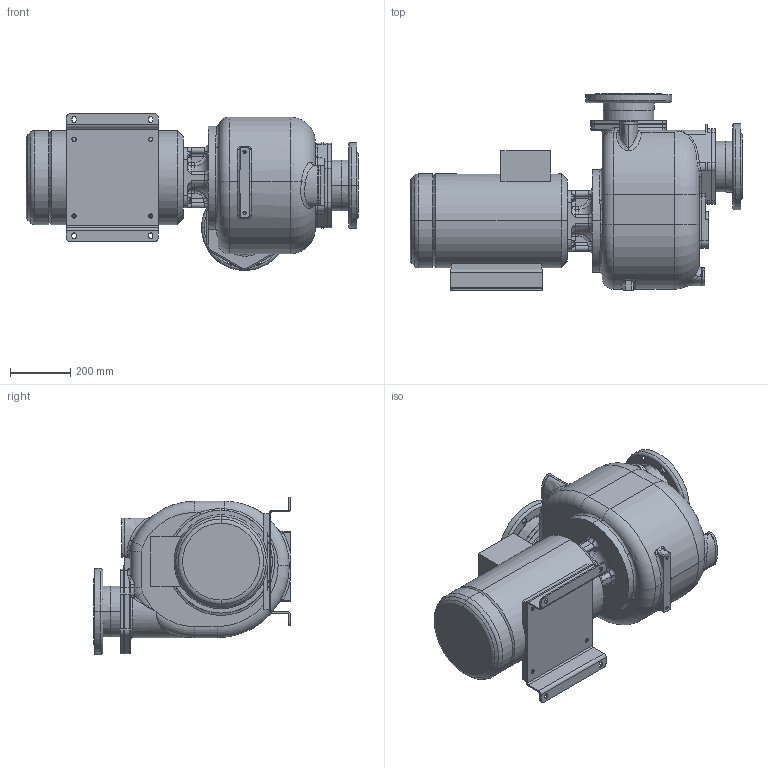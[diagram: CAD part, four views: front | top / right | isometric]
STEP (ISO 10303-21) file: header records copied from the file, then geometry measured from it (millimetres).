
FILE_DESCRIPTION((''),'2;1');
FILE_NAME('S161_K_T_F','2017-07-04T',('Amenduni'),(''),'CREO PARAMETRIC BY PTC INC, 2017020','CREO PARAMETRIC BY PTC INC, 2017020','');
FILE_SCHEMA(('CONFIG_CONTROL_DESIGN'));
Length unit declared in the file: millimetre
Products named in the file (1): S161_K_T_F
Bounding box: 1099 x 652 x 520 mm (x, y, z)
Volume: 116438369.1 mm3; surface area: 2936686.1 mm2
Topology: 6 solids, 8 shells, 793 faces, 1855 edges, 1130 vertices
Faces by surface type: cylinder 335, plane 226, torus 104, bspline 56, cone 42, sphere 26, extrusion 4
Entity records: 32222 total; most frequent: CARTESIAN_POINT 13742, DIRECTION 4079, ORIENTED_EDGE 3702, EDGE_CURVE 1851, AXIS2_PLACEMENT_3D 1685, VERTEX_POINT 1130, CIRCLE 948, EDGE_LOOP 939
